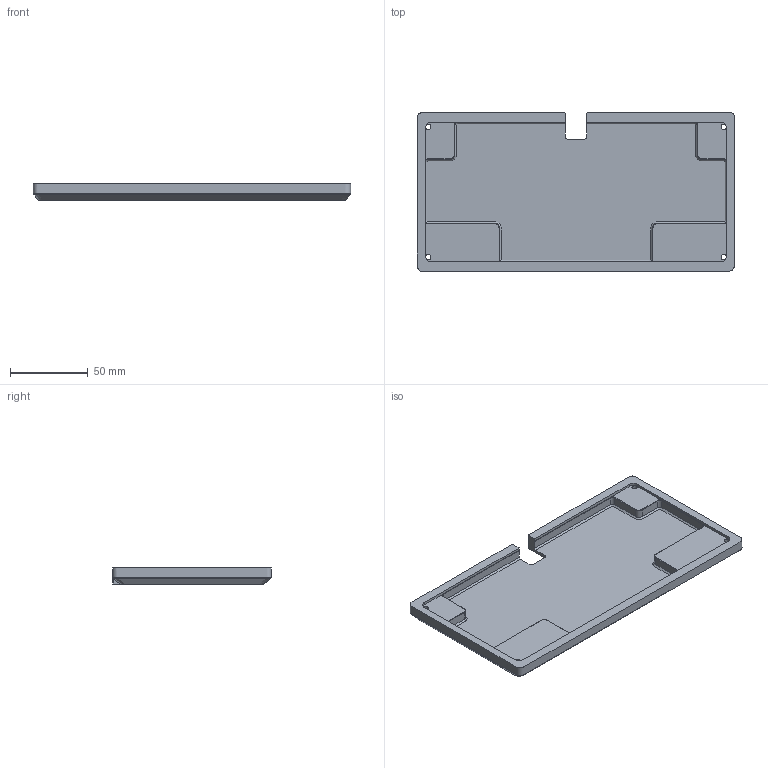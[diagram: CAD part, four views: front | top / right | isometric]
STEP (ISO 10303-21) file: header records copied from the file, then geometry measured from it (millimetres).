
FILE_DESCRIPTION(/* description */ (''),/* implementation_level */ '2;1');
FILE_NAME(/* name */ 'hopefullyfixedbottom.step',/* time_stamp */ '2025-07-08T20:40:48+02:00',/* author */ (''),/* organization */ (''),/* preprocessor_version */ 'ST-DEVELOPER v20.1',/* originating_system */ 'Autodesk Translation Framework v14.10.0.0',/* authorisation */ '');
FILE_SCHEMA (('AUTOMOTIVE_DESIGN { 1 0 10303 214 3 1 1 }'));
Length unit declared in the file: millimetre
Products named in the file (1): zodjöd case 1
Bounding box: 203.45 x 101.72 x 10.3 mm (x, y, z)
Volume: 77493.6 mm3; surface area: 50232.1 mm2
Topology: 1 solids, 1 shells, 169 faces, 409 edges, 246 vertices
Faces by surface type: plane 81, cone 36, cylinder 30, bspline 22
Full cylindrical faces by diameter (mm): 3.4 x4
Entity records: 6790 total; most frequent: CARTESIAN_POINT 2920, ORIENTED_EDGE 818, DIRECTION 748, EDGE_CURVE 409, AXIS2_PLACEMENT_3D 252, VERTEX_POINT 246, LINE 244, VECTOR 244
